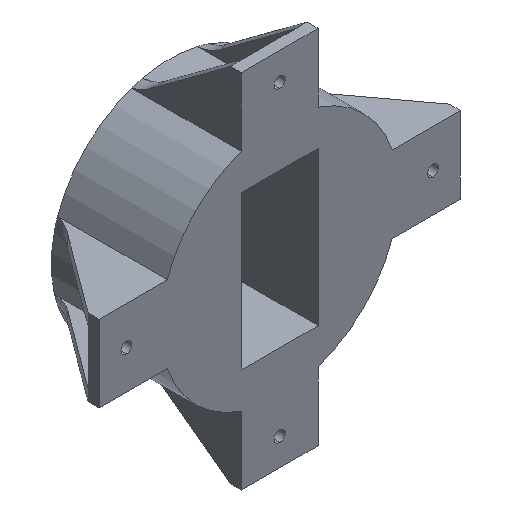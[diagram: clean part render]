
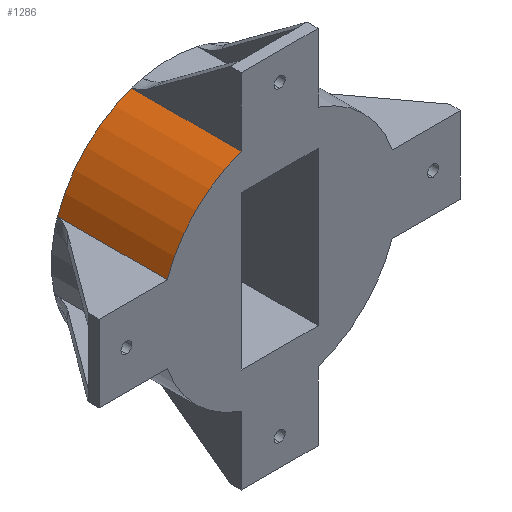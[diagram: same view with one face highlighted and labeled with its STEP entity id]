
A CAD part, isometric view. The second image highlights one B-rep face of the part: STEP entity #1286.
In plain terms, the highlighted cylindrical face has radius 32.5 mm (diameter 65 mm), a partial arc.
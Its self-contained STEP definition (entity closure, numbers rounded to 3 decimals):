
#15 = LINE ( 'NONE', #368, #2518 ) ;
#31 = AXIS2_PLACEMENT_3D ( 'NONE', #1012, #1652, #689 ) ;
#287 = VERTEX_POINT ( 'NONE', #1972 ) ;
#288 = CIRCLE ( 'NONE', #691, 32.5 ) ;
#367 = LINE ( 'NONE', #2270, #1118 ) ;
#368 = CARTESIAN_POINT ( 'NONE',  ( -30.757, 30., 10.5 ) ) ;
#684 = CYLINDRICAL_SURFACE ( 'NONE', #693, 32.5 ) ;
#689 = DIRECTION ( 'NONE',  ( 0., 0., 1. ) ) ;
#691 = AXIS2_PLACEMENT_3D ( 'NONE', #1195, #2071, #2512 ) ;
#693 = AXIS2_PLACEMENT_3D ( 'NONE', #1737, #1283, #2135 ) ;
#700 = EDGE_CURVE ( 'NONE', #2051, #1419, #288, .T. ) ;
#739 = EDGE_CURVE ( 'NONE', #2051, #287, #15, .T. ) ;
#752 = ORIENTED_EDGE ( 'NONE', *, *, #700, .T. ) ;
#835 = ORIENTED_EDGE ( 'NONE', *, *, #2249, .F. ) ;
#836 = ORIENTED_EDGE ( 'NONE', *, *, #739, .F. ) ;
#923 = CARTESIAN_POINT ( 'NONE',  ( -10.5, 0., 30.757 ) ) ;
#1012 = CARTESIAN_POINT ( 'NONE',  ( 0., 30., 0. ) ) ;
#1117 = CARTESIAN_POINT ( 'NONE',  ( -30.757, 0., 10.5 ) ) ;
#1118 = VECTOR ( 'NONE', #1193, 1000. ) ;
#1176 = EDGE_LOOP ( 'NONE', ( #2160, #836, #752, #835 ) ) ;
#1193 = DIRECTION ( 'NONE',  ( 0., -1., 0. ) ) ;
#1195 = CARTESIAN_POINT ( 'NONE',  ( 0., 0., 0. ) ) ;
#1283 = DIRECTION ( 'NONE',  ( 0., -1., 0. ) ) ;
#1286 = ADVANCED_FACE ( 'NONE', ( #2122 ), #684, .T. ) ;
#1317 = CARTESIAN_POINT ( 'NONE',  ( -10.5, 30., 30.757 ) ) ;
#1419 = VERTEX_POINT ( 'NONE', #923 ) ;
#1652 = DIRECTION ( 'NONE',  ( 0., 1., 0. ) ) ;
#1737 = CARTESIAN_POINT ( 'NONE',  ( 0., 30., 0. ) ) ;
#1825 = CIRCLE ( 'NONE', #31, 32.5 ) ;
#1876 = EDGE_CURVE ( 'NONE', #287, #2332, #1825, .T. ) ;
#1972 = CARTESIAN_POINT ( 'NONE',  ( -30.757, 30., 10.5 ) ) ;
#2051 = VERTEX_POINT ( 'NONE', #1117 ) ;
#2071 = DIRECTION ( 'NONE',  ( 0., 1., 0. ) ) ;
#2122 = FACE_OUTER_BOUND ( 'NONE', #1176, .T. ) ;
#2135 = DIRECTION ( 'NONE',  ( 0., 0., -1. ) ) ;
#2160 = ORIENTED_EDGE ( 'NONE', *, *, #1876, .F. ) ;
#2249 = EDGE_CURVE ( 'NONE', #2332, #1419, #367, .T. ) ;
#2270 = CARTESIAN_POINT ( 'NONE',  ( -10.5, 30., 30.757 ) ) ;
#2286 = DIRECTION ( 'NONE',  ( 0., 1., 0. ) ) ;
#2332 = VERTEX_POINT ( 'NONE', #1317 ) ;
#2512 = DIRECTION ( 'NONE',  ( 0., 0., 1. ) ) ;
#2518 = VECTOR ( 'NONE', #2286, 1000. ) ;
